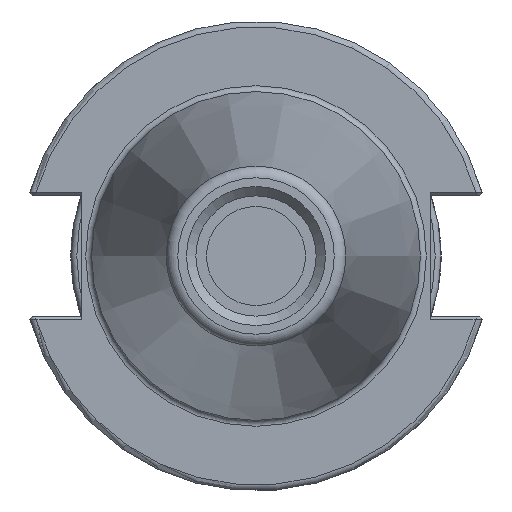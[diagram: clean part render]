
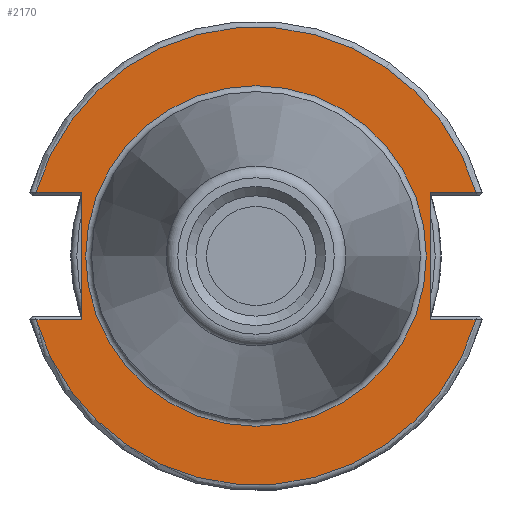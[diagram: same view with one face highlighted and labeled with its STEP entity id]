
A CAD part, left-side view. The second image highlights one B-rep face of the part: STEP entity #2170.
In plain terms, the highlighted planar face has unit normal (-1, 0, 0).
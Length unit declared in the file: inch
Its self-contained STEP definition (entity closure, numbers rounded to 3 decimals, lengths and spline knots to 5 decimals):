
#166=LINE('',#2918,#306);
#167=LINE('',#2920,#307);
#168=LINE('',#2922,#308);
#169=LINE('',#2926,#309);
#170=LINE('',#2928,#310);
#171=LINE('',#2930,#311);
#306=VECTOR('',#2481,0.24091);
#307=VECTOR('',#2482,0.67625);
#308=VECTOR('',#2483,0.24091);
#309=VECTOR('',#2486,0.24091);
#310=VECTOR('',#2487,0.67625);
#311=VECTOR('',#2488,0.24091);
#458=PLANE('',#2311);
#543=FACE_BOUND('',#705,.T.);
#567=FACE_OUTER_BOUND('',#704,.T.);
#704=EDGE_LOOP('',(#1426,#1427,#1428,#1429,#1430,#1431,#1432,#1433));
#705=EDGE_LOOP('',(#1434));
#851=CIRCLE('',#2309,0.90625);
#853=CIRCLE('',#2312,1.21875);
#854=CIRCLE('',#2313,1.21875);
#901=VERTEX_POINT('',#2911);
#903=VERTEX_POINT('',#2916);
#904=VERTEX_POINT('',#2917);
#905=VERTEX_POINT('',#2919);
#906=VERTEX_POINT('',#2921);
#907=VERTEX_POINT('',#2923);
#908=VERTEX_POINT('',#2925);
#909=VERTEX_POINT('',#2927);
#910=VERTEX_POINT('',#2929);
#1107=EDGE_CURVE('',#901,#901,#851,.T.);
#1109=EDGE_CURVE('',#903,#904,#166,.T.);
#1110=EDGE_CURVE('',#905,#903,#167,.T.);
#1111=EDGE_CURVE('',#906,#905,#168,.T.);
#1112=EDGE_CURVE('',#907,#906,#853,.T.);
#1113=EDGE_CURVE('',#908,#907,#169,.T.);
#1114=EDGE_CURVE('',#909,#908,#170,.T.);
#1115=EDGE_CURVE('',#910,#909,#171,.T.);
#1116=EDGE_CURVE('',#904,#910,#854,.T.);
#1426=ORIENTED_EDGE('',*,*,#1109,.F.);
#1427=ORIENTED_EDGE('',*,*,#1110,.F.);
#1428=ORIENTED_EDGE('',*,*,#1111,.F.);
#1429=ORIENTED_EDGE('',*,*,#1112,.F.);
#1430=ORIENTED_EDGE('',*,*,#1113,.F.);
#1431=ORIENTED_EDGE('',*,*,#1114,.F.);
#1432=ORIENTED_EDGE('',*,*,#1115,.F.);
#1433=ORIENTED_EDGE('',*,*,#1116,.F.);
#1434=ORIENTED_EDGE('',*,*,#1107,.F.);
#2170=ADVANCED_FACE('',(#567,#543),#458,.T.);
#2309=AXIS2_PLACEMENT_3D('',#2912,#2475,#2476);
#2311=AXIS2_PLACEMENT_3D('',#2915,#2479,#2480);
#2312=AXIS2_PLACEMENT_3D('',#2924,#2484,#2485);
#2313=AXIS2_PLACEMENT_3D('',#2931,#2489,#2490);
#2475=DIRECTION('center_axis',(-1.,0.,0.));
#2476=DIRECTION('ref_axis',(0.,1.,0.));
#2479=DIRECTION('center_axis',(-1.,0.,0.));
#2480=DIRECTION('ref_axis',(0.,0.,1.));
#2481=DIRECTION('',(0.,-1.,0.));
#2482=DIRECTION('',(0.,0.,-1.));
#2483=DIRECTION('',(0.,1.,0.));
#2484=DIRECTION('center_axis',(1.,0.,0.));
#2485=DIRECTION('ref_axis',(0.,0.,1.));
#2486=DIRECTION('',(0.,1.,0.));
#2487=DIRECTION('',(0.,0.,1.));
#2488=DIRECTION('',(0.,-1.,0.));
#2489=DIRECTION('center_axis',(1.,0.,0.));
#2490=DIRECTION('ref_axis',(0.,0.,-1.));
#2911=CARTESIAN_POINT('',(2.815,-0.90625,0.));
#2912=CARTESIAN_POINT('Origin',(2.815,0.,0.));
#2915=CARTESIAN_POINT('Origin',(2.815,-0.875,0.));
#2916=CARTESIAN_POINT('',(2.815,-0.93,-0.33813));
#2917=CARTESIAN_POINT('',(2.815,-1.17091,-0.33813));
#2918=CARTESIAN_POINT('',(2.815,-0.9025,-0.33813));
#2919=CARTESIAN_POINT('',(2.815,-0.93,0.33813));
#2920=CARTESIAN_POINT('',(2.815,-0.93,0.16125));
#2921=CARTESIAN_POINT('',(2.815,-1.17091,0.33813));
#2922=CARTESIAN_POINT('',(2.815,-1.1525,0.33813));
#2923=CARTESIAN_POINT('',(2.815,1.17091,0.33813));
#2924=CARTESIAN_POINT('Origin',(2.815,0.,0.));
#2925=CARTESIAN_POINT('',(2.815,0.93,0.33813));
#2926=CARTESIAN_POINT('',(2.815,0.0275,0.33813));
#2927=CARTESIAN_POINT('',(2.815,0.93,-0.33813));
#2928=CARTESIAN_POINT('',(2.815,0.93,-0.16125));
#2929=CARTESIAN_POINT('',(2.815,1.17091,-0.33813));
#2930=CARTESIAN_POINT('',(2.815,0.2775,-0.33813));
#2931=CARTESIAN_POINT('Origin',(2.815,0.,0.));
